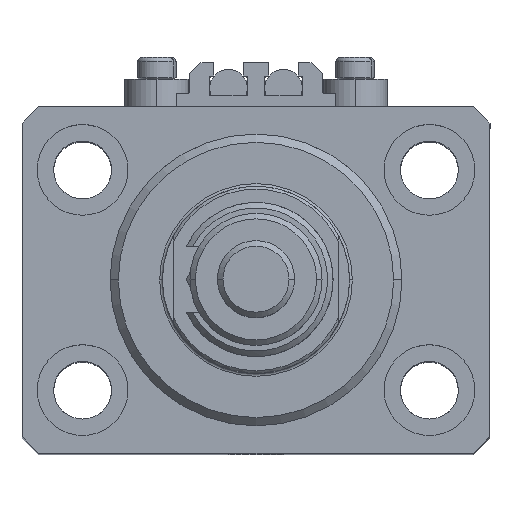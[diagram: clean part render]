
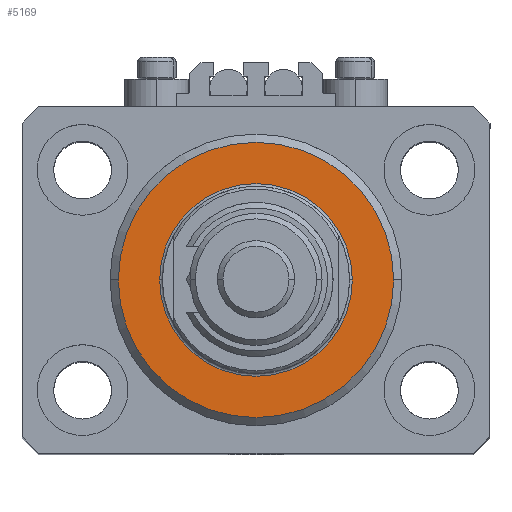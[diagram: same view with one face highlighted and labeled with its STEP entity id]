
A CAD part, top view. The second image highlights one B-rep face of the part: STEP entity #5169.
In plain terms, the highlighted face is planar.
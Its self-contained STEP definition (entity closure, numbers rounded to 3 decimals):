
#309 = DIRECTION ( 'NONE',  ( 1., 0., 0. ) ) ;
#4098 = VERTEX_POINT ( 'NONE', #36915 ) ;
#4977 = CIRCLE ( 'NONE', #19227, 17.5 ) ;
#5169 = ADVANCED_FACE ( 'NONE', ( #17245, #49403 ), #37642, .F. ) ;
#7577 = CIRCLE ( 'NONE', #22701, 25. ) ;
#10196 = EDGE_CURVE ( 'NONE', #45175, #4098, #16575, .T. ) ;
#11089 = EDGE_CURVE ( 'NONE', #29604, #33812, #45011, .T. ) ;
#11168 = CARTESIAN_POINT ( 'NONE',  ( 25., 0., 0. ) ) ;
#11848 = CARTESIAN_POINT ( 'NONE',  ( 0., 0., 0. ) ) ;
#12065 = DIRECTION ( 'NONE',  ( 1., 0., 0. ) ) ;
#13701 = CARTESIAN_POINT ( 'NONE',  ( -25., 0., 0. ) ) ;
#15280 = DIRECTION ( 'NONE',  ( 0., 0., 1. ) ) ;
#15468 = ORIENTED_EDGE ( 'NONE', *, *, #30167, .T. ) ;
#16575 = CIRCLE ( 'NONE', #24945, 17.5 ) ;
#16990 = DIRECTION ( 'NONE',  ( 0., 0., 1. ) ) ;
#17245 = FACE_BOUND ( 'NONE', #24959, .T. ) ;
#17771 = DIRECTION ( 'NONE',  ( 1., 0., 0. ) ) ;
#19227 = AXIS2_PLACEMENT_3D ( 'NONE', #39044, #39291, #12065 ) ;
#19293 = ORIENTED_EDGE ( 'NONE', *, *, #11089, .T. ) ;
#21439 = CARTESIAN_POINT ( 'NONE',  ( 0., 0., 0. ) ) ;
#21956 = CARTESIAN_POINT ( 'NONE',  ( 17.5, 0., 0. ) ) ;
#22327 = CARTESIAN_POINT ( 'NONE',  ( 0., 0., 0. ) ) ;
#22701 = AXIS2_PLACEMENT_3D ( 'NONE', #33424, #49373, #25594 ) ;
#24945 = AXIS2_PLACEMENT_3D ( 'NONE', #11848, #15280, #309 ) ;
#24959 = EDGE_LOOP ( 'NONE', ( #49690, #46475 ) ) ;
#25594 = DIRECTION ( 'NONE',  ( 1., 0., 0. ) ) ;
#27359 = EDGE_CURVE ( 'NONE', #4098, #45175, #4977, .T. ) ;
#29604 = VERTEX_POINT ( 'NONE', #13701 ) ;
#29901 = DIRECTION ( 'NONE',  ( 0., 0., -1. ) ) ;
#30167 = EDGE_CURVE ( 'NONE', #33812, #29604, #7577, .T. ) ;
#30834 = AXIS2_PLACEMENT_3D ( 'NONE', #22327, #29901, #45838 ) ;
#33424 = CARTESIAN_POINT ( 'NONE',  ( 0., 0., 0. ) ) ;
#33812 = VERTEX_POINT ( 'NONE', #11168 ) ;
#36915 = CARTESIAN_POINT ( 'NONE',  ( -17.5, 0., 0. ) ) ;
#37642 = PLANE ( 'NONE',  #39760 ) ;
#38006 = EDGE_LOOP ( 'NONE', ( #15468, #19293 ) ) ;
#39044 = CARTESIAN_POINT ( 'NONE',  ( 0., 0., 0. ) ) ;
#39291 = DIRECTION ( 'NONE',  ( 0., 0., 1. ) ) ;
#39760 = AXIS2_PLACEMENT_3D ( 'NONE', #21439, #16990, #17771 ) ;
#45011 = CIRCLE ( 'NONE', #30834, 25. ) ;
#45175 = VERTEX_POINT ( 'NONE', #21956 ) ;
#45838 = DIRECTION ( 'NONE',  ( 1., 0., 0. ) ) ;
#46475 = ORIENTED_EDGE ( 'NONE', *, *, #27359, .T. ) ;
#49373 = DIRECTION ( 'NONE',  ( 0., 0., -1. ) ) ;
#49403 = FACE_OUTER_BOUND ( 'NONE', #38006, .T. ) ;
#49690 = ORIENTED_EDGE ( 'NONE', *, *, #10196, .T. ) ;
